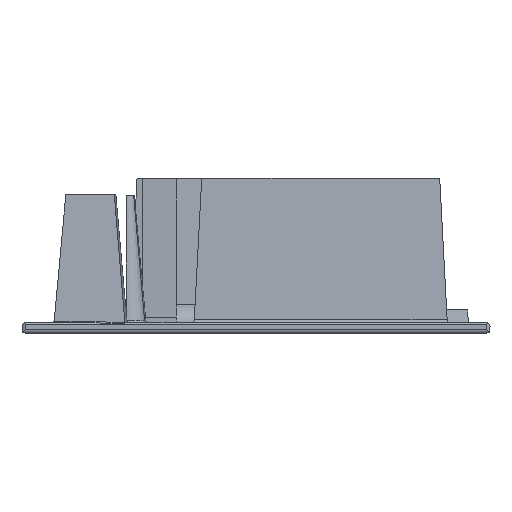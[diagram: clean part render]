
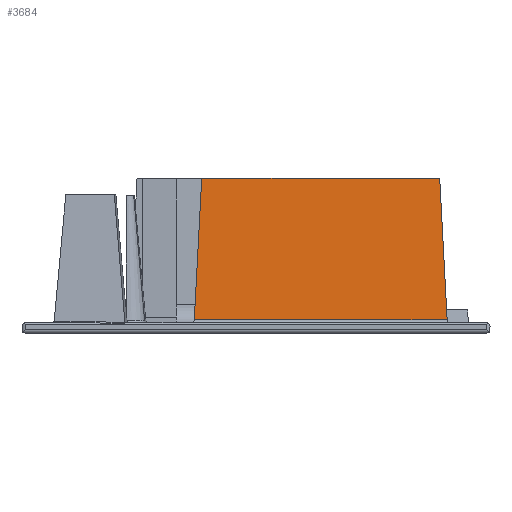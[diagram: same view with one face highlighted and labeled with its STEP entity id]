
A CAD part, top view. The second image highlights one B-rep face of the part: STEP entity #3684.
In plain terms, the highlighted planar face has unit normal (0, 0.052, 0.999).
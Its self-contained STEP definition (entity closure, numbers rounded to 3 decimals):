
#766=ORIENTED_EDGE('',*,*,#1680,.T.);
#767=ORIENTED_EDGE('',*,*,#1681,.T.);
#768=ORIENTED_EDGE('',*,*,#1677,.F.);
#769=ORIENTED_EDGE('',*,*,#1682,.T.);
#1677=EDGE_CURVE('',#2131,#2132,#2482,.T.);
#1680=EDGE_CURVE('',#2133,#2134,#2485,.T.);
#1681=EDGE_CURVE('',#2134,#2132,#2486,.F.);
#1682=EDGE_CURVE('',#2131,#2133,#2487,.T.);
#2131=VERTEX_POINT('',#5937);
#2132=VERTEX_POINT('',#5938);
#2133=VERTEX_POINT('',#5943);
#2134=VERTEX_POINT('',#5944);
#2482=LINE('',#5936,#2884);
#2485=LINE('',#5942,#2887);
#2486=LINE('',#5945,#2888);
#2487=LINE('',#5946,#2889);
#2884=VECTOR('',#4751,1000.);
#2887=VECTOR('',#4756,1000.);
#2888=VECTOR('',#4757,1000.);
#2889=VECTOR('',#4758,1000.);
#3119=EDGE_LOOP('',(#766,#767,#768,#769));
#3351=FACE_BOUND('',#3119,.T.);
#3523=PLANE('',#3980);
#3684=ADVANCED_FACE('',(#3351),#3523,.T.);
#3980=AXIS2_PLACEMENT_3D('',#5941,#4754,#4755);
#4751=DIRECTION('',(0.052,-0.997,0.052));
#4754=DIRECTION('',(0.,0.052,0.999));
#4755=DIRECTION('',(0.,-0.999,0.052));
#4756=DIRECTION('',(-0.052,-0.997,0.052));
#4757=DIRECTION('',(-1.,0.,0.));
#4758=DIRECTION('',(-1.,0.,0.));
#5936=CARTESIAN_POINT('',(27.251,18.445,86.003));
#5937=CARTESIAN_POINT('',(27.248,18.5,86.));
#5938=CARTESIAN_POINT('',(28.35,-2.526,87.102));
#5941=CARTESIAN_POINT('',(8.598,18.5,86.));
#5942=CARTESIAN_POINT('',(-8.007,19.368,85.955));
#5943=CARTESIAN_POINT('',(-8.052,18.5,86.));
#5944=CARTESIAN_POINT('',(-9.154,-2.526,87.102));
#5945=CARTESIAN_POINT('',(28.374,-2.526,87.102));
#5946=CARTESIAN_POINT('',(0.,18.5,86.));
